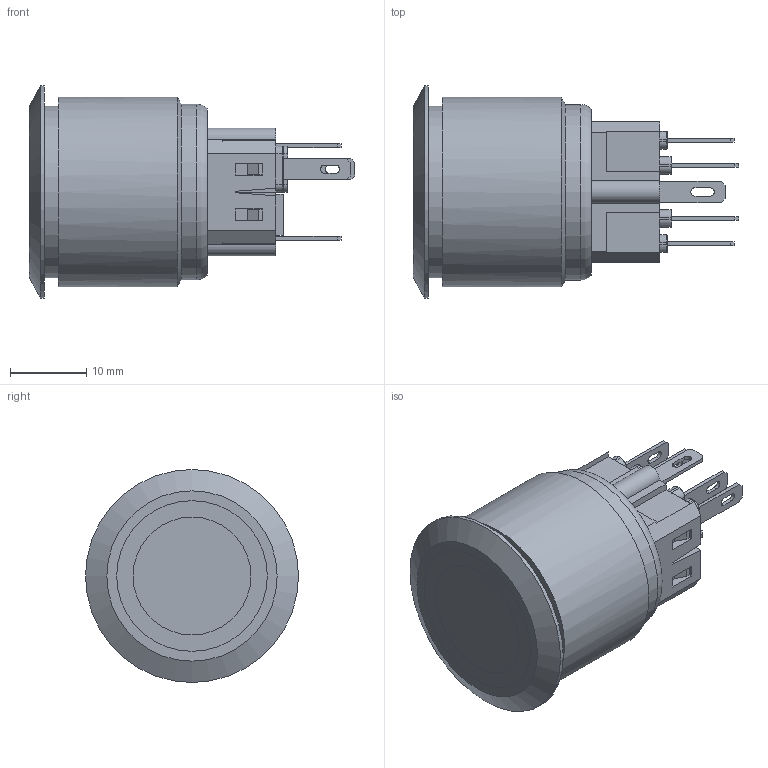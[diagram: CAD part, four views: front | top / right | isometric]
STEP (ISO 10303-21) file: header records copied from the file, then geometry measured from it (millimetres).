
FILE_DESCRIPTION((''),'2;1');
FILE_NAME('PV8F2Y0xx-3xx.stp','2017-09-15T14:10:24',('mroman'),(''),'Autodesk Inventor 2012','Autodesk Inventor 2012','');
FILE_SCHEMA(('CONFIG_CONTROL_DESIGN'));
Length unit declared in the file: inch
Products named in the file (1): PV8F2Y0xx-3xx
Bounding box: 42.8 x 28 x 28 mm (x, y, z)
Volume: 13112.6 mm3; surface area: 5323.7 mm2
Topology: 1 solids, 2 shells, 321 faces, 811 edges, 514 vertices
Faces by surface type: plane 246, cylinder 56, torus 17, cone 2
Full cylindrical faces by diameter (mm): 1.75 x1, 21 x1, 22.6 x1, 23.1 x1, 24.9 x1, 28 x1
Entity records: 9466 total; most frequent: CARTESIAN_POINT 1663, ORIENTED_EDGE 1596, DIRECTION 1582, EDGE_CURVE 798, VECTOR 656, LINE 656, VERTEX_POINT 510, AXIS2_PLACEMENT_3D 463
